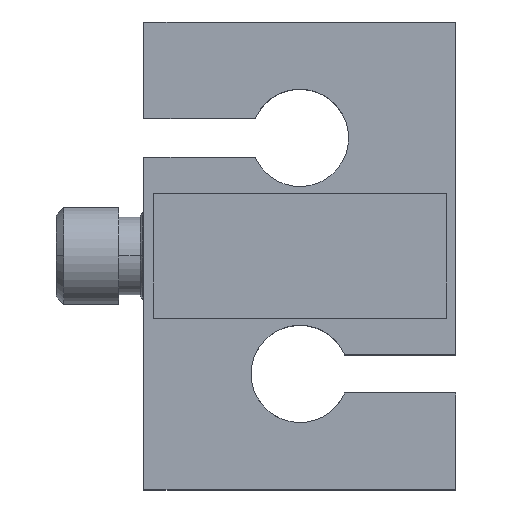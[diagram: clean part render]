
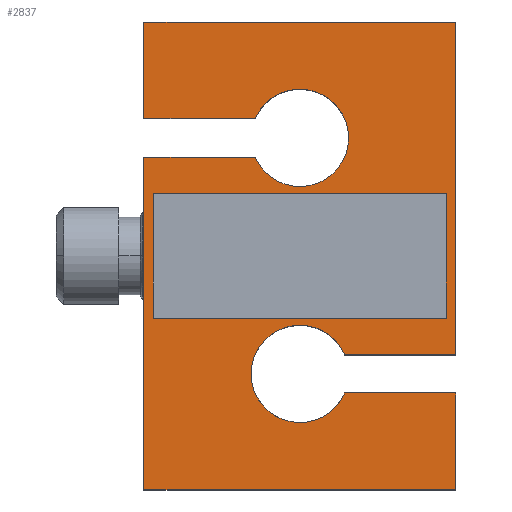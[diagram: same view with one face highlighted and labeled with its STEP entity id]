
A CAD part, top view. The second image highlights one B-rep face of the part: STEP entity #2837.
In plain terms, the highlighted planar face has unit normal (0, 0, 1).
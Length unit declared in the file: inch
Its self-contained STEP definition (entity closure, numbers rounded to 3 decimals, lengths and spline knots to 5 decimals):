
#38 = CARTESIAN_POINT ( 'NONE',  ( 1., -1.5, 0. ) ) ;
#75 = CARTESIAN_POINT ( 'NONE',  ( -0.93, -0.39, 0. ) ) ;
#123 = FACE_BOUND ( 'NONE', #2609, .T. ) ;
#124 = FACE_OUTER_BOUND ( 'NONE', #1235, .T. ) ;
#125 = PLANE ( 'NONE',  #126 ) ;
#126 = AXIS2_PLACEMENT_3D ( 'NONE', #127, #128, #129 ) ;
#127 = CARTESIAN_POINT ( 'NONE',  ( 1., -1.5, 0. ) ) ;
#128 = DIRECTION ( 'NONE',  ( 0., 0., -1. ) ) ;
#129 = DIRECTION ( 'NONE',  ( -1., 0., 0. ) ) ;
#166 = CARTESIAN_POINT ( 'NONE',  ( 0.93, 0.39, 0. ) ) ;
#178 = CARTESIAN_POINT ( 'NONE',  ( 1., -0.6345, 0. ) ) ;
#253 = LINE ( 'NONE', #254, #255 ) ;
#254 = CARTESIAN_POINT ( 'NONE',  ( -0.93, 0., 0. ) ) ;
#255 = VECTOR ( 'NONE', #256, 39.37008 ) ;
#256 = DIRECTION ( 'NONE',  ( 0., -1., 0. ) ) ;
#280 = LINE ( 'NONE', #281, #282 ) ;
#281 = CARTESIAN_POINT ( 'NONE',  ( -1., 0., 0. ) ) ;
#282 = VECTOR ( 'NONE', #283, 39.37008 ) ;
#283 = DIRECTION ( 'NONE',  ( 0., 1., 0. ) ) ;
#289 = VERTEX_POINT ( 'NONE', #1662 ) ;
#466 = LINE ( 'NONE', #467, #468 ) ;
#467 = CARTESIAN_POINT ( 'NONE',  ( 0., 0.632, 0. ) ) ;
#468 = VECTOR ( 'NONE', #469, 39.37008 ) ;
#469 = DIRECTION ( 'NONE',  ( 1., 0., 0. ) ) ;
#585 = CARTESIAN_POINT ( 'NONE',  ( 0.3125, 0.757, 0. ) ) ;
#600 = LINE ( 'NONE', #601, #602 ) ;
#601 = CARTESIAN_POINT ( 'NONE',  ( 0., -0.6345, 0. ) ) ;
#602 = VECTOR ( 'NONE', #603, 39.37008 ) ;
#603 = DIRECTION ( 'NONE',  ( -1., 0., 0. ) ) ;
#707 = CARTESIAN_POINT ( 'NONE',  ( 1., 1.5, 0. ) ) ;
#858 = VERTEX_POINT ( 'NONE', #2219 ) ;
#865 = ORIENTED_EDGE ( 'NONE', *, *, #2004, .F. ) ;
#931 = VERTEX_POINT ( 'NONE', #166 ) ;
#935 = VERTEX_POINT ( 'NONE', #178 ) ;
#956 = EDGE_CURVE ( 'NONE', #858, #289, #280, .T. ) ;
#1006 = EDGE_CURVE ( 'NONE', #289, #2993, #466, .T. ) ;
#1032 = VERTEX_POINT ( 'NONE', #585 ) ;
#1059 = VERTEX_POINT ( 'NONE', #707 ) ;
#1095 = ORIENTED_EDGE ( 'NONE', *, *, #1144, .F. ) ;
#1118 = EDGE_CURVE ( 'NONE', #1306, #1384, #2618, .T. ) ;
#1120 = ORIENTED_EDGE ( 'NONE', *, *, #1444, .F. ) ;
#1127 = EDGE_CURVE ( 'NONE', #2993, #1032, #2696, .T. ) ;
#1134 = EDGE_CURVE ( 'NONE', #2243, #1059, #2750, .T. ) ;
#1144 = EDGE_CURVE ( 'NONE', #1384, #1410, #2848, .T. ) ;
#1175 = ORIENTED_EDGE ( 'NONE', *, *, #1134, .F. ) ;
#1184 = ORIENTED_EDGE ( 'NONE', *, *, #1281, .F. ) ;
#1193 = ORIENTED_EDGE ( 'NONE', *, *, #2098, .T. ) ;
#1235 = EDGE_LOOP ( 'NONE', ( #1175, #1299, #1193, #3046, #1456, #1486, #2155, #865, #1095, #2767, #3033, #2003, #2156 ) ) ;
#1237 = EDGE_CURVE ( 'NONE', #1250, #931, #1701, .T. ) ;
#1246 = VERTEX_POINT ( 'NONE', #1720 ) ;
#1250 = VERTEX_POINT ( 'NONE', #1726 ) ;
#1262 = VERTEX_POINT ( 'NONE', #1766 ) ;
#1267 = ORIENTED_EDGE ( 'NONE', *, *, #1237, .F. ) ;
#1278 = EDGE_CURVE ( 'NONE', #931, #1246, #1810, .T. ) ;
#1281 = EDGE_CURVE ( 'NONE', #1418, #1250, #1825, .T. ) ;
#1288 = EDGE_CURVE ( 'NONE', #1032, #1262, #1855, .T. ) ;
#1299 = ORIENTED_EDGE ( 'NONE', *, *, #1344, .F. ) ;
#1306 = VERTEX_POINT ( 'NONE', #2070 ) ;
#1319 = ORIENTED_EDGE ( 'NONE', *, *, #1278, .F. ) ;
#1326 = EDGE_CURVE ( 'NONE', #2979, #1306, #2179, .T. ) ;
#1344 = EDGE_CURVE ( 'NONE', #3052, #2243, #2425, .T. ) ;
#1384 = VERTEX_POINT ( 'NONE', #2722 ) ;
#1410 = VERTEX_POINT ( 'NONE', #38 ) ;
#1418 = VERTEX_POINT ( 'NONE', #75 ) ;
#1444 = EDGE_CURVE ( 'NONE', #1246, #1418, #253, .T. ) ;
#1456 = ORIENTED_EDGE ( 'NONE', *, *, #1127, .F. ) ;
#1486 = ORIENTED_EDGE ( 'NONE', *, *, #1006, .F. ) ;
#1526 = EDGE_CURVE ( 'NONE', #935, #2979, #600, .T. ) ;
#1655 = CARTESIAN_POINT ( 'NONE',  ( 0.28749, -0.6345, 0. ) ) ;
#1662 = CARTESIAN_POINT ( 'NONE',  ( -1., 0.632, 0. ) ) ;
#1701 = LINE ( 'NONE', #1702, #1705 ) ;
#1702 = CARTESIAN_POINT ( 'NONE',  ( 0.93, 0., 0. ) ) ;
#1705 = VECTOR ( 'NONE', #1706, 39.37008 ) ;
#1706 = DIRECTION ( 'NONE',  ( 0., 1., 0. ) ) ;
#1720 = CARTESIAN_POINT ( 'NONE',  ( -0.93, 0.39, 0. ) ) ;
#1721 = CARTESIAN_POINT ( 'NONE',  ( -0.28641, 0.632, 0. ) ) ;
#1726 = CARTESIAN_POINT ( 'NONE',  ( 0.93, -0.39, 0. ) ) ;
#1766 = CARTESIAN_POINT ( 'NONE',  ( -0.28641, 0.882, 0. ) ) ;
#1810 = LINE ( 'NONE', #1811, #1812 ) ;
#1811 = CARTESIAN_POINT ( 'NONE',  ( 0., 0.39, 0. ) ) ;
#1812 = VECTOR ( 'NONE', #1813, 39.37008 ) ;
#1813 = DIRECTION ( 'NONE',  ( -1., 0., 0. ) ) ;
#1825 = LINE ( 'NONE', #1826, #1827 ) ;
#1826 = CARTESIAN_POINT ( 'NONE',  ( 0., -0.39, 0. ) ) ;
#1827 = VECTOR ( 'NONE', #1828, 39.37008 ) ;
#1828 = DIRECTION ( 'NONE',  ( 1., 0., 0. ) ) ;
#1829 = LINE ( 'NONE', #1830, #1831 ) ;
#1830 = CARTESIAN_POINT ( 'NONE',  ( 1., 0., 0. ) ) ;
#1831 = VECTOR ( 'NONE', #1832, 39.37008 ) ;
#1832 = DIRECTION ( 'NONE',  ( 0., -1., 0. ) ) ;
#1855 = CIRCLE ( 'NONE', #1856, 0.3125 ) ;
#1856 = AXIS2_PLACEMENT_3D ( 'NONE', #1857, #1858, #1859 ) ;
#1857 = CARTESIAN_POINT ( 'NONE',  ( 0., 0.757, 0. ) ) ;
#1858 = DIRECTION ( 'NONE',  ( 0., 0., 1. ) ) ;
#1859 = DIRECTION ( 'NONE',  ( 1., 0., 0. ) ) ;
#2003 = ORIENTED_EDGE ( 'NONE', *, *, #1526, .F. ) ;
#2004 = EDGE_CURVE ( 'NONE', #1410, #858, #2302, .T. ) ;
#2070 = CARTESIAN_POINT ( 'NONE',  ( 0.28749, -0.8795, 0. ) ) ;
#2098 = EDGE_CURVE ( 'NONE', #3052, #1262, #2392, .T. ) ;
#2155 = ORIENTED_EDGE ( 'NONE', *, *, #956, .F. ) ;
#2156 = ORIENTED_EDGE ( 'NONE', *, *, #3006, .F. ) ;
#2179 = CIRCLE ( 'NONE', #2180, 0.3125 ) ;
#2180 = AXIS2_PLACEMENT_3D ( 'NONE', #2181, #2182, #2183 ) ;
#2181 = CARTESIAN_POINT ( 'NONE',  ( 0., -0.757, 0. ) ) ;
#2182 = DIRECTION ( 'NONE',  ( 0., 0., 1. ) ) ;
#2183 = DIRECTION ( 'NONE',  ( 1., 0., 0. ) ) ;
#2219 = CARTESIAN_POINT ( 'NONE',  ( -1., -1.5, 0. ) ) ;
#2243 = VERTEX_POINT ( 'NONE', #2497 ) ;
#2302 = LINE ( 'NONE', #2303, #2304 ) ;
#2303 = CARTESIAN_POINT ( 'NONE',  ( 0., -1.5, 0. ) ) ;
#2304 = VECTOR ( 'NONE', #2305, 39.37008 ) ;
#2305 = DIRECTION ( 'NONE',  ( -1., 0., 0. ) ) ;
#2392 = LINE ( 'NONE', #2393, #2394 ) ;
#2393 = CARTESIAN_POINT ( 'NONE',  ( -0.64321, 0.882, 0. ) ) ;
#2394 = VECTOR ( 'NONE', #2395, 39.37008 ) ;
#2395 = DIRECTION ( 'NONE',  ( 1., 0., 0. ) ) ;
#2425 = LINE ( 'NONE', #2426, #2427 ) ;
#2426 = CARTESIAN_POINT ( 'NONE',  ( -1., 0., 0. ) ) ;
#2427 = VECTOR ( 'NONE', #2428, 39.37008 ) ;
#2428 = DIRECTION ( 'NONE',  ( 0., 1., 0. ) ) ;
#2429 = CARTESIAN_POINT ( 'NONE',  ( -1., 0.882, 0. ) ) ;
#2497 = CARTESIAN_POINT ( 'NONE',  ( -1., 1.5, 0. ) ) ;
#2609 = EDGE_LOOP ( 'NONE', ( #1184, #1120, #1319, #1267 ) ) ;
#2618 = LINE ( 'NONE', #2619, #2620 ) ;
#2619 = CARTESIAN_POINT ( 'NONE',  ( 0., -0.8795, 0. ) ) ;
#2620 = VECTOR ( 'NONE', #2621, 39.37008 ) ;
#2621 = DIRECTION ( 'NONE',  ( 1., 0., 0. ) ) ;
#2696 = CIRCLE ( 'NONE', #2697, 0.3125 ) ;
#2697 = AXIS2_PLACEMENT_3D ( 'NONE', #2698, #2699, #2700 ) ;
#2698 = CARTESIAN_POINT ( 'NONE',  ( 0., 0.757, 0. ) ) ;
#2699 = DIRECTION ( 'NONE',  ( 0., 0., 1. ) ) ;
#2700 = DIRECTION ( 'NONE',  ( 1., 0., 0. ) ) ;
#2722 = CARTESIAN_POINT ( 'NONE',  ( 1., -0.8795, 0. ) ) ;
#2750 = LINE ( 'NONE', #2751, #2752 ) ;
#2751 = CARTESIAN_POINT ( 'NONE',  ( 0., 1.5, 0. ) ) ;
#2752 = VECTOR ( 'NONE', #2753, 39.37008 ) ;
#2753 = DIRECTION ( 'NONE',  ( 1., 0., 0. ) ) ;
#2767 = ORIENTED_EDGE ( 'NONE', *, *, #1118, .F. ) ;
#2837 = ADVANCED_FACE ( 'NONE', ( #123, #124 ), #125, .F. ) ;
#2848 = LINE ( 'NONE', #2849, #2850 ) ;
#2849 = CARTESIAN_POINT ( 'NONE',  ( 1., 0., 0. ) ) ;
#2850 = VECTOR ( 'NONE', #2851, 39.37008 ) ;
#2851 = DIRECTION ( 'NONE',  ( 0., -1., 0. ) ) ;
#2979 = VERTEX_POINT ( 'NONE', #1655 ) ;
#2993 = VERTEX_POINT ( 'NONE', #1721 ) ;
#3006 = EDGE_CURVE ( 'NONE', #1059, #935, #1829, .T. ) ;
#3033 = ORIENTED_EDGE ( 'NONE', *, *, #1326, .F. ) ;
#3046 = ORIENTED_EDGE ( 'NONE', *, *, #1288, .F. ) ;
#3052 = VERTEX_POINT ( 'NONE', #2429 ) ;
